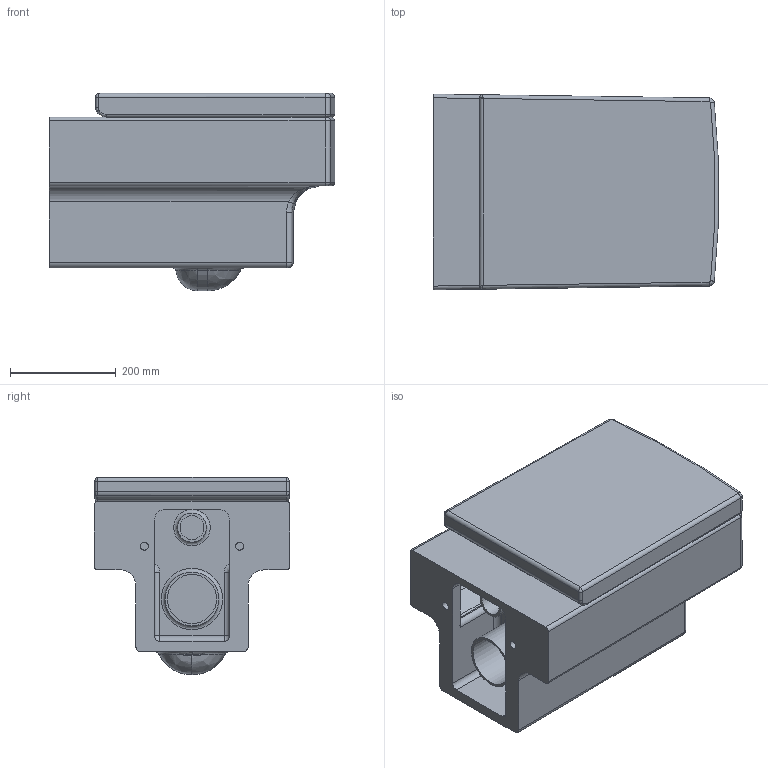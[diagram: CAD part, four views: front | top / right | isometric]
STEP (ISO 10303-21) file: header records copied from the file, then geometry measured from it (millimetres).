
FILE_DESCRIPTION((''),'2;1');
FILE_NAME('221709.stp','2008-11-20T19:38:30',('Huebner'),(''),'Autodesk Inventor 11','Autodesk Inventor 11','');
FILE_SCHEMA(('AUTOMOTIVE_DESIGN { 1 0 10303 214 1 1 1 1 }'));
Length unit declared in the file: millimetre
Products named in the file (3): 221709; VERO_DECKEL221709
Assembly tree (2 placements, depth 2):
  221709
    221709
    VERO_DECKEL221709
Bounding box: 539 x 370 x 373.09 mm (x, y, z)
Volume: 27703786.3 mm3; surface area: 1667583.2 mm2
Topology: 2 solids, 2 shells, 246 faces, 581 edges, 339 vertices
Faces by surface type: cylinder 100, plane 58, bspline 57, torus 29, sphere 2
Full cylindrical faces by diameter (mm): 15 x4, 20 x2, 45 x1, 55 x1, 92.955 x1, 102 x1
Entity records: 10714 total; most frequent: CARTESIAN_POINT 5224, DIRECTION 1154, ORIENTED_EDGE 1106, EDGE_CURVE 553, AXIS2_PLACEMENT_3D 468, VERTEX_POINT 338, EDGE_LOOP 281, CIRCLE 251
